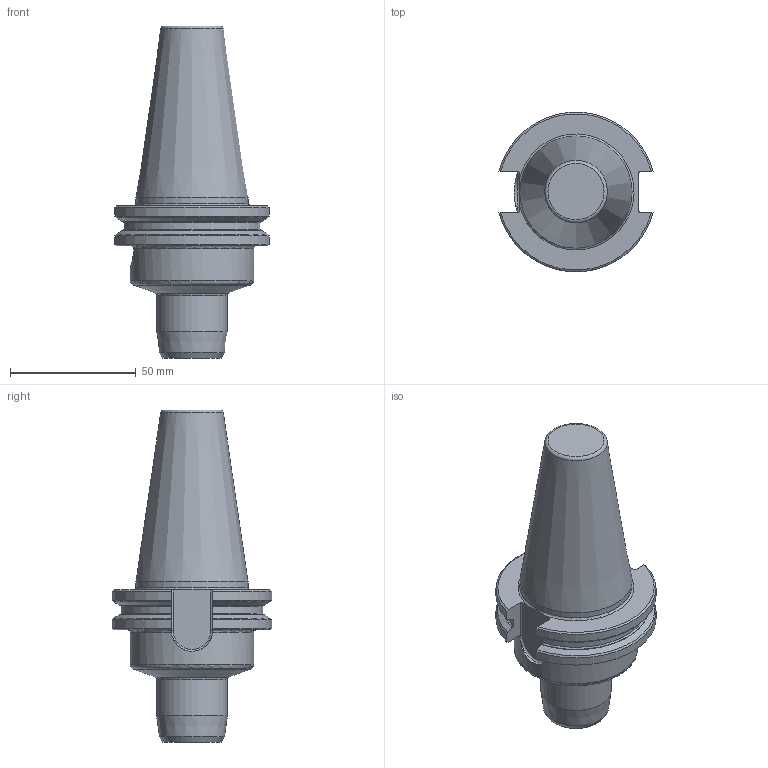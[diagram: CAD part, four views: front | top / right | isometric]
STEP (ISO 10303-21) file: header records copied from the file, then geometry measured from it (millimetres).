
FILE_DESCRIPTION(/* description */ (''),/* implementation_level */ '2;1');
FILE_NAME(/* name */ 'CAT40ADB-HC08-063_Basic.stp',/* time_stamp */ '2022-05-04T15:28:24+06:00',/* author */ (''),/* organization */ (''),/* preprocessor_version */ 'ST-DEVELOPER v16.7',/* originating_system */ 'SIEMENS PLM Software NX 12.0',/* authorisation */ '');
FILE_SCHEMA (('AUTOMOTIVE_DESIGN { 1 0 10303 214 3 1 1 1 }'));
Length unit declared in the file: millimetre
Products named in the file (1): inpu1EECA5248okg
Bounding box: 61.35 x 63.26 x 131.75 mm (x, y, z)
Volume: 159730.1 mm3; surface area: 21803.7 mm2
Topology: 1 solids, 2 shells, 65 faces, 177 edges, 120 vertices
Faces by surface type: cylinder 19, plane 18, cone 18, torus 10
Full cylindrical faces by diameter (mm): 8 x1, 28 x1, 44.45 x1
Entity records: 2299 total; most frequent: CARTESIAN_POINT 713, ORIENTED_EDGE 318, DIRECTION 308, EDGE_CURVE 159, AXIS2_PLACEMENT_3D 131, VERTEX_POINT 111, EDGE_LOOP 78, ADVANCED_FACE 65
